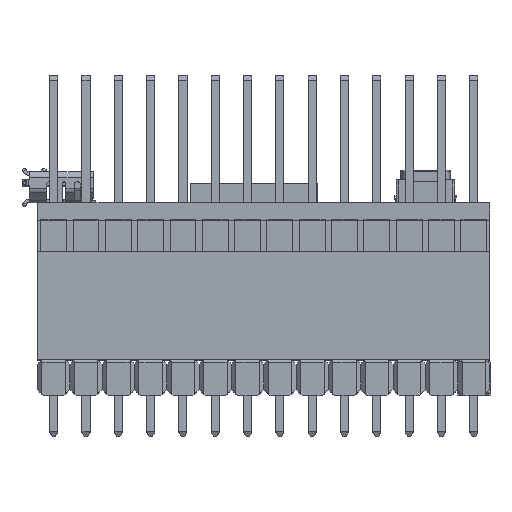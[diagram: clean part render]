
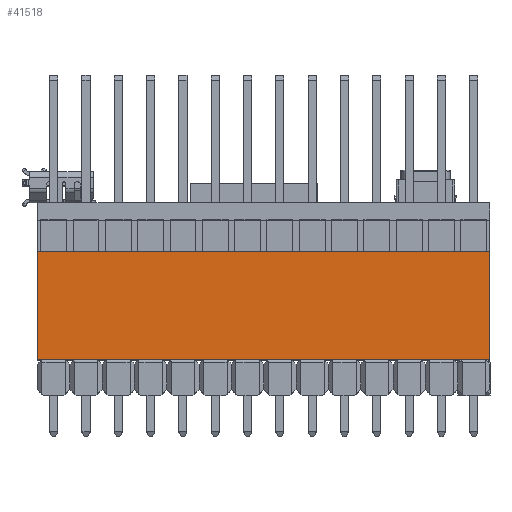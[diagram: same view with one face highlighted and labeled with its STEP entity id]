
A CAD part, top view. The second image highlights one B-rep face of the part: STEP entity #41518.
In plain terms, the highlighted face is planar.
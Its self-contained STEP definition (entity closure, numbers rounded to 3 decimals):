
#1233=PLANE('',#44444);
#3421=FACE_OUTER_BOUND('',#5735,.T.);
#5735=EDGE_LOOP('',(#32818,#32819,#32820,#32821));
#8679=LINE('',#61281,#14050);
#8701=LINE('',#61325,#14072);
#8925=LINE('',#61773,#14296);
#8967=LINE('',#61857,#14338);
#14050=VECTOR('',#49799,10.);
#14072=VECTOR('',#49837,10.);
#14296=VECTOR('',#50219,10.);
#14338=VECTOR('',#50319,10.);
#19769=VERTEX_POINT('',#61274);
#19772=VERTEX_POINT('',#61279);
#19786=VERTEX_POINT('',#61323);
#19931=VERTEX_POINT('',#61771);
#24359=EDGE_CURVE('',#19769,#19772,#8679,.T.);
#24381=EDGE_CURVE('',#19786,#19772,#8701,.T.);
#24605=EDGE_CURVE('',#19931,#19786,#8925,.T.);
#24647=EDGE_CURVE('',#19931,#19769,#8967,.T.);
#32818=ORIENTED_EDGE('',*,*,#24647,.T.);
#32819=ORIENTED_EDGE('',*,*,#24359,.T.);
#32820=ORIENTED_EDGE('',*,*,#24381,.F.);
#32821=ORIENTED_EDGE('',*,*,#24605,.F.);
#41518=ADVANCED_FACE('',(#3421),#1233,.T.);
#44444=AXIS2_PLACEMENT_3D('',#61856,#50317,#50318);
#49799=DIRECTION('',(0.,0.,1.));
#49837=DIRECTION('',(-1.,0.,0.));
#50219=DIRECTION('',(0.,0.,1.));
#50317=DIRECTION('center_axis',(0.,1.,0.));
#50318=DIRECTION('ref_axis',(-1.,0.,0.));
#50319=DIRECTION('',(-1.,0.,0.));
#61274=CARTESIAN_POINT('',(0.,2.413,0.));
#61279=CARTESIAN_POINT('',(0.,2.413,8.509));
#61281=CARTESIAN_POINT('',(0.,2.413,0.));
#61323=CARTESIAN_POINT('',(35.56,2.413,8.509));
#61325=CARTESIAN_POINT('',(35.56,2.413,8.509));
#61771=CARTESIAN_POINT('',(35.56,2.413,0.));
#61773=CARTESIAN_POINT('',(35.56,2.413,0.));
#61856=CARTESIAN_POINT('Origin',(35.56,2.413,0.));
#61857=CARTESIAN_POINT('',(35.56,2.413,0.));
